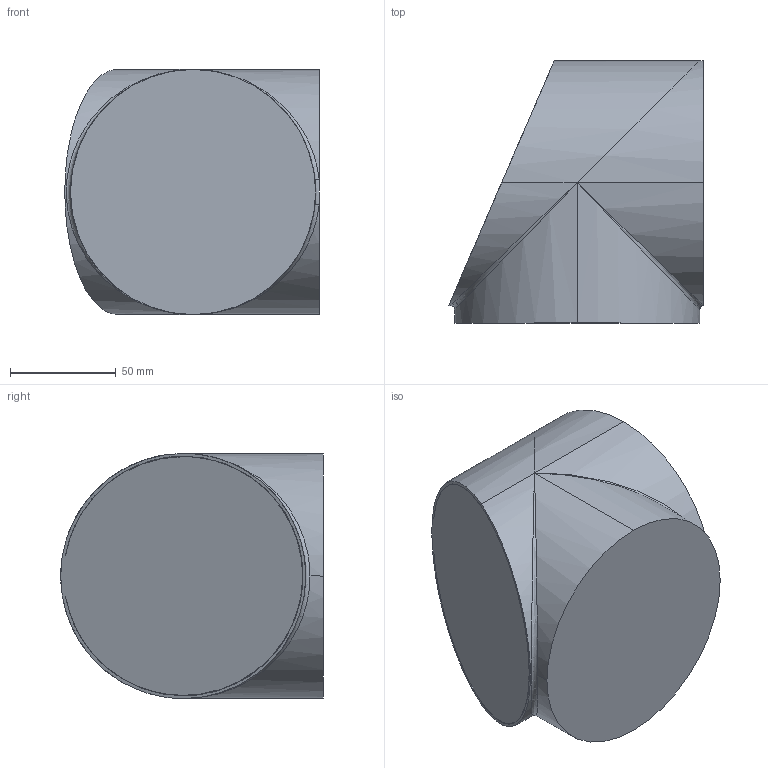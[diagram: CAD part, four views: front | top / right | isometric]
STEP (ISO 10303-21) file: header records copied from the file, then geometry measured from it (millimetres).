
FILE_DESCRIPTION (( 'STEP AP203' ), '1' );
FILE_NAME ('31301_Default_sldprt.STEP', '2025-12-17T02:05:21', ( '' ), ( '' ), 'SwSTEP 2.0', 'SolidWorks 2020', '' );
FILE_SCHEMA (( 'CONFIG_CONTROL_DESIGN' ));
Length unit declared in the file: centimetre
Products named in the file (1): 31301_Default_sldprt
Bounding box: 120.43 x 124.3 x 116 mm (x, y, z)
Volume: 1167977.1 mm3; surface area: 79770.3 mm2
Topology: 1 solids, 25 shells, 452 faces, 1069 edges, 623 vertices
Faces by surface type: bspline 274, cone 86, plane 63, cylinder 29
Entity records: 23875 total; most frequent: CARTESIAN_POINT 16099, ORIENTED_EDGE 2048, EDGE_CURVE 1024, DIRECTION 924, VERTEX_POINT 623, B_SPLINE_CURVE_WITH_KNOTS 584, EDGE_LOOP 453, FACE_OUTER_BOUND 452
